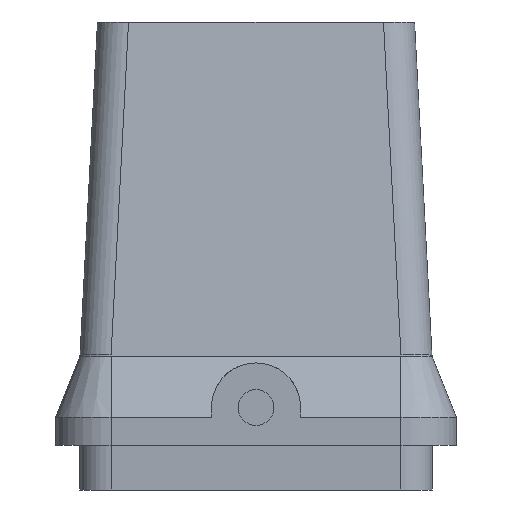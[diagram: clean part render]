
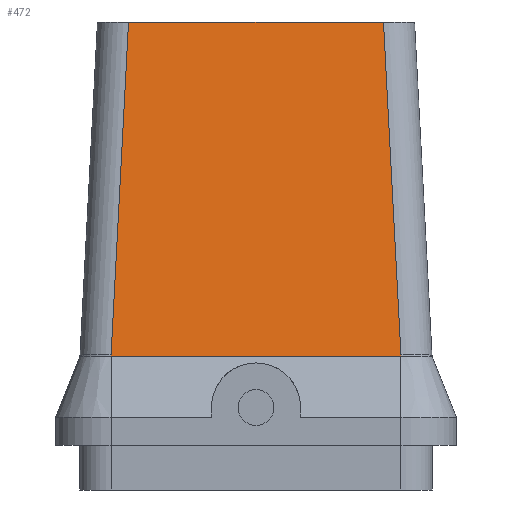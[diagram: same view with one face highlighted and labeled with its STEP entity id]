
A CAD part, left-side view. The second image highlights one B-rep face of the part: STEP entity #472.
In plain terms, the highlighted planar face has unit normal (-0.994, 0, 0.113).
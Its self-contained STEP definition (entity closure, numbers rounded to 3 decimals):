
#472 = ADVANCED_FACE( '', ( #1031 ), #1032, .F. );
#1031 = FACE_OUTER_BOUND( '', #1781, .T. );
#1032 = PLANE( '', #1782 );
#1781 = EDGE_LOOP( '', ( #3524, #3525, #3526, #3527, #3528, #3529, #3530, #3531 ) );
#1782 = AXIS2_PLACEMENT_3D( '', #3532, #3533, #3534 );
#3524 = ORIENTED_EDGE( '', *, *, #4250, .F. );
#3525 = ORIENTED_EDGE( '', *, *, #4221, .T. );
#3526 = ORIENTED_EDGE( '', *, *, #4654, .T. );
#3527 = ORIENTED_EDGE( '', *, *, #4281, .T. );
#3528 = ORIENTED_EDGE( '', *, *, #4706, .T. );
#3529 = ORIENTED_EDGE( '', *, *, #4425, .F. );
#3530 = ORIENTED_EDGE( '', *, *, #4707, .F. );
#3531 = ORIENTED_EDGE( '', *, *, #4708, .F. );
#3532 = CARTESIAN_POINT( '', ( -60.5, 124.121, 20. ) );
#3533 = DIRECTION( '', ( 0.994, 0., -0.113 ) );
#3534 = DIRECTION( '', ( -0.113, 0., -0.994 ) );
#4221 = EDGE_CURVE( '', #4969, #4973, #4975, .F. );
#4250 = EDGE_CURVE( '', #4969, #5025, #5026, .T. );
#4281 = EDGE_CURVE( '', #5077, #4851, #5078, .T. );
#4425 = EDGE_CURVE( '', #5318, #5319, #5320, .T. );
#4654 = EDGE_CURVE( '', #4973, #5077, #5656, .T. );
#4706 = EDGE_CURVE( '', #4851, #5319, #5720, .T. );
#4707 = EDGE_CURVE( '', #5721, #5318, #5722, .T. );
#4708 = EDGE_CURVE( '', #5025, #5721, #5723, .F. );
#4851 = VERTEX_POINT( '', #5889 );
#4969 = VERTEX_POINT( '', #6045 );
#4973 = VERTEX_POINT( '', #6050 );
#4975 = LINE( '', #6052, #6053 );
#5025 = VERTEX_POINT( '', #6131 );
#5026 = LINE( '', #6132, #6133 );
#5077 = VERTEX_POINT( '', #6201 );
#5078 = LINE( '', #6202, #6203 );
#5318 = VERTEX_POINT( '', #6647 );
#5319 = VERTEX_POINT( '', #6648 );
#5320 = LINE( '', #6649, #6650 );
#5656 = B_SPLINE_CURVE_WITH_KNOTS( '', 3, ( #7316, #7317, #7318, #7319 ), .UNSPECIFIED., .F., .F., ( 4, 4 ), ( 0., 0. ), .UNSPECIFIED. );
#5720 = LINE( '', #7411, #7412 );
#5721 = VERTEX_POINT( '', #7413 );
#5722 = B_SPLINE_CURVE_WITH_KNOTS( '', 3, ( #7414, #7415, #7416, #7417 ), .UNSPECIFIED., .F., .F., ( 4, 4 ), ( 0., 0. ), .UNSPECIFIED. );
#5723 = LINE( '', #7418, #7419 );
#5889 = CARTESIAN_POINT( '', ( -60.5, 32.5, 20. ) );
#6045 = CARTESIAN_POINT( '', ( -52., 28.601, 95. ) );
#6050 = CARTESIAN_POINT( '', ( -60.452, 32.51, 20.422 ) );
#6052 = CARTESIAN_POINT( '', ( -60.541, 32.551, 19.64 ) );
#6053 = VECTOR( '', #7871, 1000. );
#6131 = CARTESIAN_POINT( '', ( -52., -28.601, 95. ) );
#6132 = CARTESIAN_POINT( '', ( -52., 0., 95. ) );
#6133 = VECTOR( '', #7894, 1000. );
#6201 = CARTESIAN_POINT( '', ( -60.5, 32.545, 20. ) );
#6202 = CARTESIAN_POINT( '', ( -60.5, 124.121, 20. ) );
#6203 = VECTOR( '', #7934, 1000. );
#6647 = CARTESIAN_POINT( '', ( -60.5, -32.545, 20. ) );
#6648 = CARTESIAN_POINT( '', ( -60.5, -32.5, 20. ) );
#6649 = CARTESIAN_POINT( '', ( -60.5, -124.121, 20. ) );
#6650 = VECTOR( '', #8091, 1000. );
#7316 = CARTESIAN_POINT( '', ( -60.452, 32.51, 20.422 ) );
#7317 = CARTESIAN_POINT( '', ( -60.468, 32.517, 20.281 ) );
#7318 = CARTESIAN_POINT( '', ( -60.484, 32.529, 20.14 ) );
#7319 = CARTESIAN_POINT( '', ( -60.5, 32.545, 20. ) );
#7411 = CARTESIAN_POINT( '', ( -60.5, 124.121, 20. ) );
#7412 = VECTOR( '', #8320, 1000. );
#7413 = CARTESIAN_POINT( '', ( -60.452, -32.51, 20.422 ) );
#7414 = CARTESIAN_POINT( '', ( -60.452, -32.51, 20.422 ) );
#7415 = CARTESIAN_POINT( '', ( -60.468, -32.517, 20.281 ) );
#7416 = CARTESIAN_POINT( '', ( -60.484, -32.529, 20.14 ) );
#7417 = CARTESIAN_POINT( '', ( -60.5, -32.545, 20. ) );
#7418 = CARTESIAN_POINT( '', ( -60.541, -32.551, 19.64 ) );
#7419 = VECTOR( '', #8321, 1000. );
#7871 = DIRECTION( '', ( 0.112, -0.052, 0.992 ) );
#7894 = DIRECTION( '', ( 0., -1., 0. ) );
#7934 = DIRECTION( '', ( 0., -1., 0. ) );
#8091 = DIRECTION( '', ( 0., 1., 0. ) );
#8320 = DIRECTION( '', ( 0., -1., 0. ) );
#8321 = DIRECTION( '', ( 0.112, 0.052, 0.992 ) );
